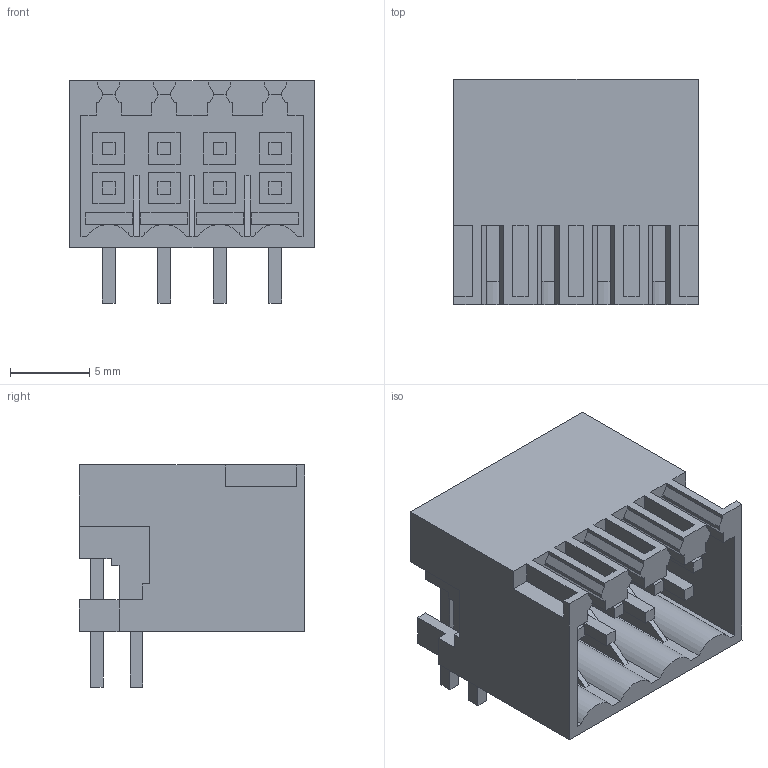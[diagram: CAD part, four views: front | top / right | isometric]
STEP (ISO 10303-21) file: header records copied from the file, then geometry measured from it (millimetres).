
FILE_DESCRIPTION(('CATIA V5 STEP Exchange','CAx-IF Rec.Pracs.--- Model Styling and Organization---1.4--- 2014-01-23'),'2;1');
FILE_NAME ('D1455044_0_1727840000_1727840000.stp','2019-02-21T14:31:28+00:00',('none'),('Weidmueller'),'CATIA Version 5-6 Release 2016 SP3 HF44','CATIA V5 STEP AP214','none');
FILE_SCHEMA(('AUTOMOTIVE_DESIGN { 1 0 10303 214 1 1 1 1 }'));
Length unit declared in the file: millimetre
Products named in the file (1): 1727840000
Bounding box: 15.4 x 14.2 x 14 mm (x, y, z)
Volume: 1097.3 mm3; surface area: 2432.6 mm2
Topology: 1 solids, 1 shells, 388 faces, 1150 edges, 787 vertices
Faces by surface type: plane 380, cylinder 8
Entity records: 12493 total; most frequent: ORIENTED_EDGE 2300, CARTESIAN_POINT 2201, DIRECTION 1676, EDGE_CURVE 1150, VECTOR 1126, LINE 1126, VERTEX_POINT 787, EDGE_LOOP 411
